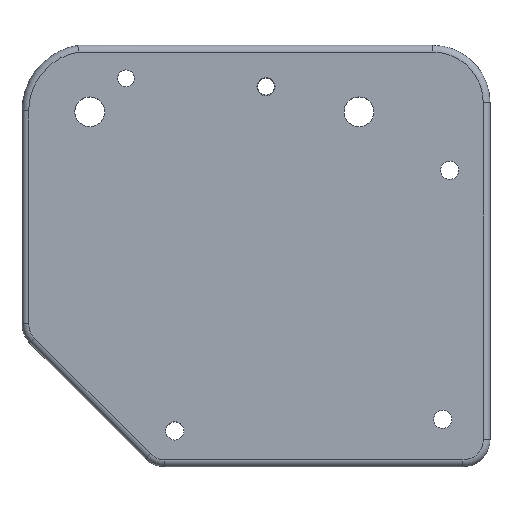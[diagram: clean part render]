
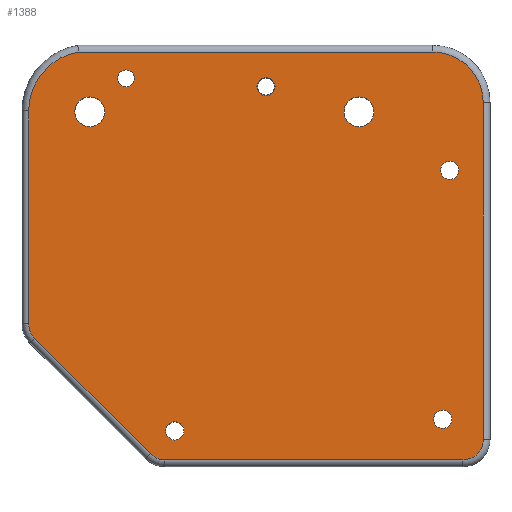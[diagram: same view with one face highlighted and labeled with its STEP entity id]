
A CAD part, top view. The second image highlights one B-rep face of the part: STEP entity #1388.
In plain terms, the highlighted planar face has unit normal (0, 0, 1).
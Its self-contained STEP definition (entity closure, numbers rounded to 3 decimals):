
#15=FACE_BOUND('',#428,.T.);
#16=FACE_BOUND('',#429,.T.);
#17=FACE_BOUND('',#430,.T.);
#18=FACE_BOUND('',#431,.T.);
#19=FACE_BOUND('',#432,.T.);
#20=FACE_BOUND('',#433,.T.);
#21=FACE_BOUND('',#434,.T.);
#33=PLANE('',#1503);
#62=LINE('',#2112,#178);
#64=LINE('',#2124,#180);
#66=LINE('',#2136,#182);
#68=LINE('',#2148,#184);
#70=LINE('',#2157,#186);
#178=VECTOR('',#1647,10.);
#180=VECTOR('',#1661,10.);
#182=VECTOR('',#1675,10.);
#184=VECTOR('',#1689,10.);
#186=VECTOR('',#1701,10.);
#349=FACE_OUTER_BOUND('',#427,.T.);
#427=EDGE_LOOP('',(#1008,#1009,#1010,#1011,#1012,#1013,#1014,#1015,#1016,
#1017));
#428=EDGE_LOOP('',(#1018));
#429=EDGE_LOOP('',(#1019));
#430=EDGE_LOOP('',(#1020));
#431=EDGE_LOOP('',(#1021));
#432=EDGE_LOOP('',(#1022));
#433=EDGE_LOOP('',(#1023));
#434=EDGE_LOOP('',(#1024));
#512=CIRCLE('',#1468,8.85);
#515=CIRCLE('',#1473,3.);
#519=CIRCLE('',#1479,3.);
#523=CIRCLE('',#1485,3.);
#527=CIRCLE('',#1491,7.5);
#533=CIRCLE('',#1504,2.2);
#534=CIRCLE('',#1505,2.2);
#535=CIRCLE('',#1506,1.35);
#536=CIRCLE('',#1507,1.35);
#537=CIRCLE('',#1508,1.35);
#538=CIRCLE('',#1509,1.35);
#539=CIRCLE('',#1510,1.25);
#602=VERTEX_POINT('',#2092);
#603=VERTEX_POINT('',#2094);
#605=VERTEX_POINT('',#2110);
#607=VERTEX_POINT('',#2116);
#609=VERTEX_POINT('',#2122);
#611=VERTEX_POINT('',#2128);
#613=VERTEX_POINT('',#2134);
#615=VERTEX_POINT('',#2140);
#617=VERTEX_POINT('',#2146);
#619=VERTEX_POINT('',#2152);
#628=VERTEX_POINT('',#2186);
#629=VERTEX_POINT('',#2188);
#630=VERTEX_POINT('',#2190);
#631=VERTEX_POINT('',#2192);
#632=VERTEX_POINT('',#2194);
#633=VERTEX_POINT('',#2196);
#634=VERTEX_POINT('',#2198);
#738=EDGE_CURVE('',#602,#603,#512,.T.);
#741=EDGE_CURVE('',#605,#602,#62,.T.);
#744=EDGE_CURVE('',#607,#605,#515,.T.);
#747=EDGE_CURVE('',#609,#607,#64,.T.);
#750=EDGE_CURVE('',#611,#609,#519,.T.);
#753=EDGE_CURVE('',#613,#611,#66,.T.);
#756=EDGE_CURVE('',#615,#613,#523,.T.);
#759=EDGE_CURVE('',#617,#615,#68,.T.);
#762=EDGE_CURVE('',#619,#617,#527,.T.);
#764=EDGE_CURVE('',#603,#619,#70,.T.);
#779=EDGE_CURVE('',#628,#628,#533,.T.);
#780=EDGE_CURVE('',#629,#629,#534,.T.);
#781=EDGE_CURVE('',#630,#630,#535,.F.);
#782=EDGE_CURVE('',#631,#631,#536,.F.);
#783=EDGE_CURVE('',#632,#632,#537,.F.);
#784=EDGE_CURVE('',#633,#633,#538,.T.);
#785=EDGE_CURVE('',#634,#634,#539,.T.);
#1008=ORIENTED_EDGE('',*,*,#738,.F.);
#1009=ORIENTED_EDGE('',*,*,#741,.F.);
#1010=ORIENTED_EDGE('',*,*,#744,.F.);
#1011=ORIENTED_EDGE('',*,*,#747,.F.);
#1012=ORIENTED_EDGE('',*,*,#750,.F.);
#1013=ORIENTED_EDGE('',*,*,#753,.F.);
#1014=ORIENTED_EDGE('',*,*,#756,.F.);
#1015=ORIENTED_EDGE('',*,*,#759,.F.);
#1016=ORIENTED_EDGE('',*,*,#762,.F.);
#1017=ORIENTED_EDGE('',*,*,#764,.F.);
#1018=ORIENTED_EDGE('',*,*,#779,.T.);
#1019=ORIENTED_EDGE('',*,*,#780,.T.);
#1020=ORIENTED_EDGE('',*,*,#781,.T.);
#1021=ORIENTED_EDGE('',*,*,#782,.T.);
#1022=ORIENTED_EDGE('',*,*,#783,.T.);
#1023=ORIENTED_EDGE('',*,*,#784,.T.);
#1024=ORIENTED_EDGE('',*,*,#785,.T.);
#1388=ADVANCED_FACE('',(#349,#15,#16,#17,#18,#19,#20,#21),#33,.T.);
#1468=AXIS2_PLACEMENT_3D('',#2095,#1641,#1642);
#1473=AXIS2_PLACEMENT_3D('',#2118,#1653,#1654);
#1479=AXIS2_PLACEMENT_3D('',#2130,#1667,#1668);
#1485=AXIS2_PLACEMENT_3D('',#2142,#1681,#1682);
#1491=AXIS2_PLACEMENT_3D('',#2154,#1695,#1696);
#1503=AXIS2_PLACEMENT_3D('',#2185,#1730,#1731);
#1504=AXIS2_PLACEMENT_3D('',#2187,#1732,#1733);
#1505=AXIS2_PLACEMENT_3D('',#2189,#1734,#1735);
#1506=AXIS2_PLACEMENT_3D('',#2191,#1736,#1737);
#1507=AXIS2_PLACEMENT_3D('',#2193,#1738,#1739);
#1508=AXIS2_PLACEMENT_3D('',#2195,#1740,#1741);
#1509=AXIS2_PLACEMENT_3D('',#2197,#1742,#1743);
#1510=AXIS2_PLACEMENT_3D('',#2199,#1744,#1745);
#1641=DIRECTION('center_axis',(0.,0.,-1.));
#1642=DIRECTION('ref_axis',(-0.762,0.648,0.));
#1647=DIRECTION('',(0.,1.,0.));
#1653=DIRECTION('center_axis',(0.,0.,-1.));
#1654=DIRECTION('ref_axis',(-0.924,-0.383,0.));
#1661=DIRECTION('',(-0.707,0.707,0.));
#1667=DIRECTION('center_axis',(0.,0.,-1.));
#1668=DIRECTION('ref_axis',(-0.383,-0.924,0.));
#1675=DIRECTION('',(-1.,0.,0.));
#1681=DIRECTION('center_axis',(0.,0.,-1.));
#1682=DIRECTION('ref_axis',(0.707,-0.707,0.));
#1689=DIRECTION('',(0.,-1.,0.));
#1695=DIRECTION('center_axis',(0.,0.,-1.));
#1696=DIRECTION('ref_axis',(0.707,0.707,0.));
#1701=DIRECTION('',(1.,0.,0.));
#1730=DIRECTION('center_axis',(0.,0.,1.));
#1731=DIRECTION('ref_axis',(-1.,0.,0.));
#1732=DIRECTION('center_axis',(0.,0.,-1.));
#1733=DIRECTION('ref_axis',(1.,0.,0.));
#1734=DIRECTION('center_axis',(0.,0.,-1.));
#1735=DIRECTION('ref_axis',(1.,0.,0.));
#1736=DIRECTION('center_axis',(0.,0.,1.));
#1737=DIRECTION('ref_axis',(1.,0.,0.));
#1738=DIRECTION('center_axis',(0.,0.,1.));
#1739=DIRECTION('ref_axis',(1.,0.,0.));
#1740=DIRECTION('center_axis',(0.,0.,1.));
#1741=DIRECTION('ref_axis',(1.,0.,0.));
#1742=DIRECTION('center_axis',(0.,0.,-1.));
#1743=DIRECTION('ref_axis',(1.,0.,0.));
#1744=DIRECTION('center_axis',(0.,0.,-1.));
#1745=DIRECTION('ref_axis',(1.,0.,0.));
#2092=CARTESIAN_POINT('',(63.354,-16.604,12.));
#2094=CARTESIAN_POINT('',(70.712,-7.881,12.));
#2095=CARTESIAN_POINT('Origin',(72.205,-16.604,12.));
#2110=CARTESIAN_POINT('',(63.354,-48.147,12.));
#2112=CARTESIAN_POINT('',(63.354,-25.811,12.));
#2116=CARTESIAN_POINT('',(64.233,-50.268,12.));
#2118=CARTESIAN_POINT('Origin',(66.354,-48.147,12.));
#2122=CARTESIAN_POINT('',(81.37,-67.405,12.));
#2124=CARTESIAN_POINT('',(66.781,-52.816,12.));
#2128=CARTESIAN_POINT('',(83.492,-68.284,12.));
#2130=CARTESIAN_POINT('Origin',(83.492,-65.284,12.));
#2134=CARTESIAN_POINT('',(127.678,-68.284,12.));
#2136=CARTESIAN_POINT('',(102.079,-68.284,12.));
#2140=CARTESIAN_POINT('',(130.678,-65.284,12.));
#2142=CARTESIAN_POINT('Origin',(127.678,-65.284,12.));
#2146=CARTESIAN_POINT('',(130.678,-15.381,12.));
#2148=CARTESIAN_POINT('',(130.678,-38.886,12.));
#2152=CARTESIAN_POINT('',(123.178,-7.881,12.));
#2154=CARTESIAN_POINT('Origin',(123.178,-15.381,12.));
#2157=CARTESIAN_POINT('',(102.067,-7.881,12.));
#2185=CARTESIAN_POINT('Origin',(92.016,-35.019,12.));
#2186=CARTESIAN_POINT('',(110.066,-16.728,12.));
#2187=CARTESIAN_POINT('Origin',(112.266,-16.728,12.));
#2188=CARTESIAN_POINT('',(70.188,-16.728,12.));
#2189=CARTESIAN_POINT('Origin',(72.388,-16.728,12.));
#2190=CARTESIAN_POINT('',(124.345,-25.396,12.));
#2191=CARTESIAN_POINT('Origin',(125.695,-25.396,12.));
#2192=CARTESIAN_POINT('',(123.328,-62.284,12.));
#2193=CARTESIAN_POINT('Origin',(124.678,-62.284,12.));
#2194=CARTESIAN_POINT('',(83.65,-64.,12.));
#2195=CARTESIAN_POINT('Origin',(85.,-64.,12.));
#2196=CARTESIAN_POINT('',(97.15,-13.,12.));
#2197=CARTESIAN_POINT('Origin',(98.5,-13.,12.));
#2198=CARTESIAN_POINT('',(76.5,-11.772,12.));
#2199=CARTESIAN_POINT('Origin',(77.75,-11.772,12.));
